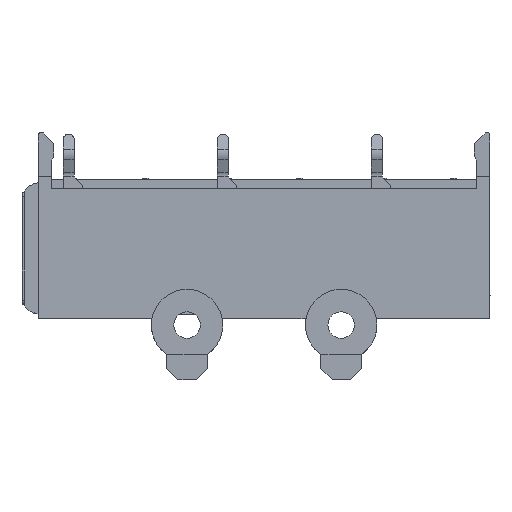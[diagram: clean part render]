
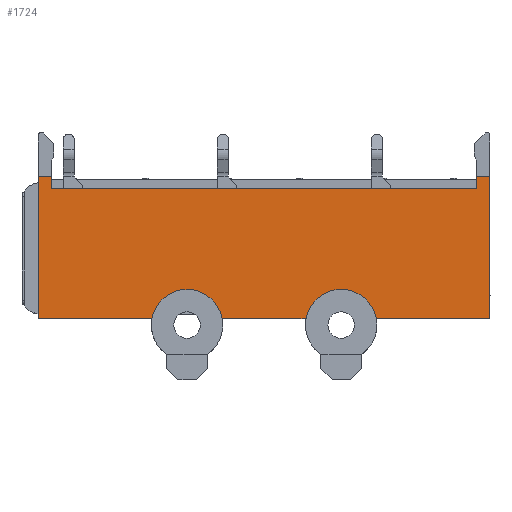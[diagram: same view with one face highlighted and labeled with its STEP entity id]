
A CAD part, front view. The second image highlights one B-rep face of the part: STEP entity #1724.
In plain terms, the highlighted planar face has unit normal (0, -1, 0).
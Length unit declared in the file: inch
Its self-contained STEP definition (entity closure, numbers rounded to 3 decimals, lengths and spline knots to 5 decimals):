
#56 = AXIS2_PLACEMENT_3D ( 'NONE', #7819, #7957, #8131 ) ;
#144 = VECTOR ( 'NONE', #2670, 39.37008 ) ;
#271 = CIRCLE ( 'NONE', #6671, 0.1275 ) ;
#386 = DIRECTION ( 'NONE',  ( 1., 0., 0. ) ) ;
#416 = DIRECTION ( 'NONE',  ( 1., 0., 0. ) ) ;
#457 = VERTEX_POINT ( 'NONE', #7177 ) ;
#510 = LINE ( 'NONE', #7969, #7619 ) ;
#541 = DIRECTION ( 'NONE',  ( 0., 0., 1. ) ) ;
#586 = CARTESIAN_POINT ( 'NONE',  ( -0.2465, -0.512, -0.274 ) ) ;
#693 = VECTOR ( 'NONE', #1097, 39.37008 ) ;
#702 = EDGE_CURVE ( 'NONE', #3206, #7782, #2274, .T. ) ;
#912 = VECTOR ( 'NONE', #8646, 39.37008 ) ;
#930 = CARTESIAN_POINT ( 'NONE',  ( 0.17891, -0.512, -0.252 ) ) ;
#1093 = ORIENTED_EDGE ( 'NONE', *, *, #4514, .T. ) ;
#1097 = DIRECTION ( 'NONE',  ( 1., 0., 0. ) ) ;
#1124 = DIRECTION ( 'NONE',  ( 1., 0., 0. ) ) ;
#1146 = CARTESIAN_POINT ( 'NONE',  ( -0.778, -0.512, -0.252 ) ) ;
#1151 = CARTESIAN_POINT ( 'NONE',  ( 0.3045, -0.512, -0.274 ) ) ;
#1251 = DIRECTION ( 'NONE',  ( 0., 0., 1. ) ) ;
#1265 = ORIENTED_EDGE ( 'NONE', *, *, #6202, .T. ) ;
#1416 = CARTESIAN_POINT ( 'NONE',  ( 0.3045, -0.512, -0.274 ) ) ;
#1594 = CARTESIAN_POINT ( 'NONE',  ( -0.2465, -0.512, -0.1465 ) ) ;
#1688 = ORIENTED_EDGE ( 'NONE', *, *, #4665, .T. ) ;
#1724 = ADVANCED_FACE ( 'NONE', ( #3068 ), #7758, .T. ) ;
#1738 = AXIS2_PLACEMENT_3D ( 'NONE', #8809, #4577, #541 ) ;
#1867 = DIRECTION ( 'NONE',  ( 0., 0., 1. ) ) ;
#1915 = VECTOR ( 'NONE', #1124, 39.37008 ) ;
#1992 = ORIENTED_EDGE ( 'NONE', *, *, #7335, .T. ) ;
#1995 = LINE ( 'NONE', #3979, #144 ) ;
#1998 = VERTEX_POINT ( 'NONE', #2842 ) ;
#2065 = EDGE_LOOP ( 'NONE', ( #4053, #1093, #1992, #5595, #7682, #4160, #2803, #4655, #1688, #5754, #3575, #6139, #1265, #5761 ) ) ;
#2137 = DIRECTION ( 'NONE',  ( 0., 0., 1. ) ) ;
#2274 = LINE ( 'NONE', #6014, #7780 ) ;
#2334 = AXIS2_PLACEMENT_3D ( 'NONE', #586, #5340, #1251 ) ;
#2591 = CARTESIAN_POINT ( 'NONE',  ( -0.778, -0.512, 0.003 ) ) ;
#2670 = DIRECTION ( 'NONE',  ( -1., 0., 0. ) ) ;
#2704 = LINE ( 'NONE', #6622, #693 ) ;
#2733 = LINE ( 'NONE', #7941, #912 ) ;
#2745 = CARTESIAN_POINT ( 'NONE',  ( -0.37209, -0.512, -0.252 ) ) ;
#2790 = CARTESIAN_POINT ( 'NONE',  ( -0.731, -0.512, 0.26439 ) ) ;
#2803 = ORIENTED_EDGE ( 'NONE', *, *, #4189, .T. ) ;
#2831 = VECTOR ( 'NONE', #3919, 39.37008 ) ;
#2842 = CARTESIAN_POINT ( 'NONE',  ( 0.789, -0.512, 0.258 ) ) ;
#2871 = VERTEX_POINT ( 'NONE', #1146 ) ;
#2917 = LINE ( 'NONE', #2790, #3123 ) ;
#2979 = CARTESIAN_POINT ( 'NONE',  ( -0.731, -0.512, 0.258 ) ) ;
#3068 = FACE_OUTER_BOUND ( 'NONE', #2065, .T. ) ;
#3123 = VECTOR ( 'NONE', #5531, 39.37008 ) ;
#3206 = VERTEX_POINT ( 'NONE', #7671 ) ;
#3221 = CARTESIAN_POINT ( 'NONE',  ( 0.43009, -0.512, -0.252 ) ) ;
#3259 = VERTEX_POINT ( 'NONE', #1594 ) ;
#3297 = VERTEX_POINT ( 'NONE', #930 ) ;
#3397 = VERTEX_POINT ( 'NONE', #7856 ) ;
#3531 = AXIS2_PLACEMENT_3D ( 'NONE', #1416, #6255, #2137 ) ;
#3575 = ORIENTED_EDGE ( 'NONE', *, *, #5812, .T. ) ;
#3651 = LINE ( 'NONE', #5202, #1915 ) ;
#3736 = CARTESIAN_POINT ( 'NONE',  ( 0.789, -0.512, 0.26439 ) ) ;
#3919 = DIRECTION ( 'NONE',  ( 0., 0., -1. ) ) ;
#3979 = CARTESIAN_POINT ( 'NONE',  ( 0.029, -0.512, 0.213 ) ) ;
#4053 = ORIENTED_EDGE ( 'NONE', *, *, #6648, .T. ) ;
#4136 = CARTESIAN_POINT ( 'NONE',  ( 0.3045, -0.512, -0.1465 ) ) ;
#4160 = ORIENTED_EDGE ( 'NONE', *, *, #7088, .T. ) ;
#4189 = EDGE_CURVE ( 'NONE', #6899, #3259, #5830, .T. ) ;
#4303 = CARTESIAN_POINT ( 'NONE',  ( -0.731, -0.512, 0.213 ) ) ;
#4514 = EDGE_CURVE ( 'NONE', #7196, #8287, #1995, .T. ) ;
#4577 = DIRECTION ( 'NONE',  ( 0., 1., 0. ) ) ;
#4655 = ORIENTED_EDGE ( 'NONE', *, *, #4737, .T. ) ;
#4665 = EDGE_CURVE ( 'NONE', #3397, #3297, #2704, .T. ) ;
#4722 = VERTEX_POINT ( 'NONE', #3221 ) ;
#4737 = EDGE_CURVE ( 'NONE', #3259, #3397, #8783, .T. ) ;
#5202 = CARTESIAN_POINT ( 'NONE',  ( 0.029, -0.512, -0.252 ) ) ;
#5340 = DIRECTION ( 'NONE',  ( 0., 1., 0. ) ) ;
#5531 = DIRECTION ( 'NONE',  ( 0., 0., 1. ) ) ;
#5542 = VECTOR ( 'NONE', #6562, 39.37008 ) ;
#5595 = ORIENTED_EDGE ( 'NONE', *, *, #702, .F. ) ;
#5754 = ORIENTED_EDGE ( 'NONE', *, *, #7097, .T. ) ;
#5761 = ORIENTED_EDGE ( 'NONE', *, *, #6198, .F. ) ;
#5812 = EDGE_CURVE ( 'NONE', #6919, #4722, #6121, .T. ) ;
#5830 = CIRCLE ( 'NONE', #1738, 0.1275 ) ;
#5984 = DIRECTION ( 'NONE',  ( 0., 1., 0. ) ) ;
#6014 = CARTESIAN_POINT ( 'NONE',  ( 0.029, -0.512, 0.258 ) ) ;
#6121 = CIRCLE ( 'NONE', #3531, 0.1275 ) ;
#6139 = ORIENTED_EDGE ( 'NONE', *, *, #7061, .T. ) ;
#6198 = EDGE_CURVE ( 'NONE', #1998, #457, #8279, .T. ) ;
#6202 = EDGE_CURVE ( 'NONE', #7719, #457, #2733, .T. ) ;
#6255 = DIRECTION ( 'NONE',  ( 0., 1., 0. ) ) ;
#6399 = CARTESIAN_POINT ( 'NONE',  ( 0.836, -0.512, -0.252 ) ) ;
#6557 = CARTESIAN_POINT ( 'NONE',  ( 0.029, -0.512, 0.258 ) ) ;
#6562 = DIRECTION ( 'NONE',  ( 0., 0., -1. ) ) ;
#6622 = CARTESIAN_POINT ( 'NONE',  ( 0.029, -0.512, -0.252 ) ) ;
#6648 = EDGE_CURVE ( 'NONE', #1998, #7196, #7416, .T. ) ;
#6671 = AXIS2_PLACEMENT_3D ( 'NONE', #1151, #5984, #1867 ) ;
#6899 = VERTEX_POINT ( 'NONE', #2745 ) ;
#6919 = VERTEX_POINT ( 'NONE', #4136 ) ;
#7061 = EDGE_CURVE ( 'NONE', #4722, #7719, #510, .T. ) ;
#7088 = EDGE_CURVE ( 'NONE', #2871, #6899, #3651, .T. ) ;
#7097 = EDGE_CURVE ( 'NONE', #3297, #6919, #271, .T. ) ;
#7165 = EDGE_CURVE ( 'NONE', #3206, #2871, #8387, .T. ) ;
#7177 = CARTESIAN_POINT ( 'NONE',  ( 0.836, -0.512, 0.258 ) ) ;
#7196 = VERTEX_POINT ( 'NONE', #7497 ) ;
#7335 = EDGE_CURVE ( 'NONE', #8287, #7782, #2917, .T. ) ;
#7416 = LINE ( 'NONE', #3736, #5542 ) ;
#7497 = CARTESIAN_POINT ( 'NONE',  ( 0.789, -0.512, 0.213 ) ) ;
#7619 = VECTOR ( 'NONE', #416, 39.37008 ) ;
#7671 = CARTESIAN_POINT ( 'NONE',  ( -0.778, -0.512, 0.258 ) ) ;
#7682 = ORIENTED_EDGE ( 'NONE', *, *, #7165, .T. ) ;
#7719 = VERTEX_POINT ( 'NONE', #6399 ) ;
#7758 = PLANE ( 'NONE',  #56 ) ;
#7780 = VECTOR ( 'NONE', #8097, 39.37008 ) ;
#7782 = VERTEX_POINT ( 'NONE', #2979 ) ;
#7819 = CARTESIAN_POINT ( 'NONE',  ( -0.81028, -0.512, 0.2682 ) ) ;
#7856 = CARTESIAN_POINT ( 'NONE',  ( -0.12091, -0.512, -0.252 ) ) ;
#7941 = CARTESIAN_POINT ( 'NONE',  ( 0.836, -0.512, 0.003 ) ) ;
#7957 = DIRECTION ( 'NONE',  ( 0., -1., 0. ) ) ;
#7969 = CARTESIAN_POINT ( 'NONE',  ( 0.029, -0.512, -0.252 ) ) ;
#8042 = VECTOR ( 'NONE', #386, 39.37008 ) ;
#8097 = DIRECTION ( 'NONE',  ( 1., 0., 0. ) ) ;
#8131 = DIRECTION ( 'NONE',  ( 0., 0., -1. ) ) ;
#8279 = LINE ( 'NONE', #6557, #8042 ) ;
#8287 = VERTEX_POINT ( 'NONE', #4303 ) ;
#8387 = LINE ( 'NONE', #2591, #2831 ) ;
#8646 = DIRECTION ( 'NONE',  ( 0., 0., 1. ) ) ;
#8783 = CIRCLE ( 'NONE', #2334, 0.1275 ) ;
#8809 = CARTESIAN_POINT ( 'NONE',  ( -0.2465, -0.512, -0.274 ) ) ;
